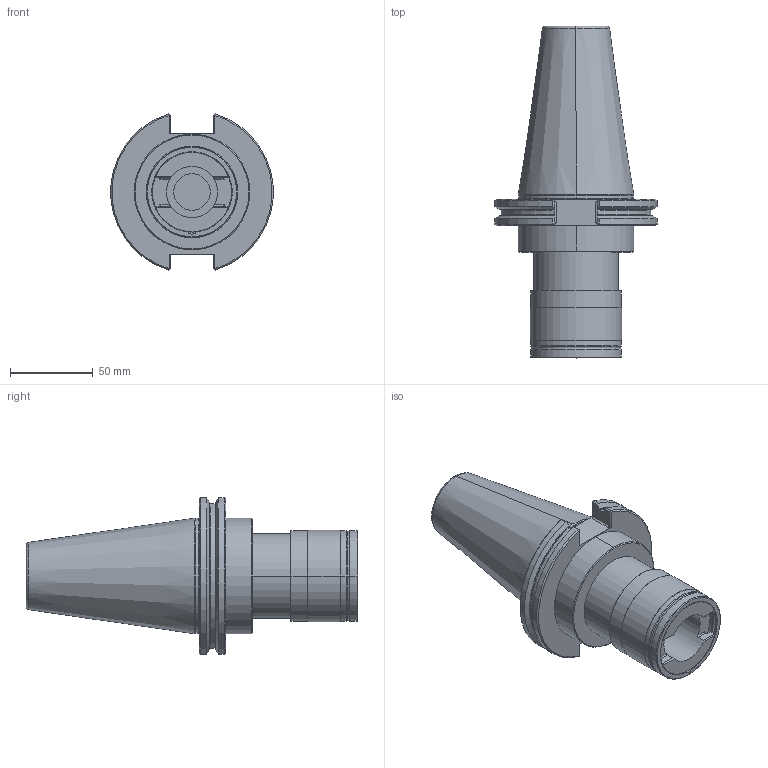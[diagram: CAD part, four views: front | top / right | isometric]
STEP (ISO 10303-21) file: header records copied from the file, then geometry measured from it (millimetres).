
FILE_DESCRIPTION((''),'2;1');
FILE_NAME('32600-50CAT','2021-06-22T16:16:56',('046'),(''),'CREO PARAMETRIC BY PTC INC, 2019352','CREO PARAMETRIC BY PTC INC, 2019352','');
FILE_SCHEMA(('CONFIG_CONTROL_DESIGN'));
Length unit declared in the file: millimetre
Products named in the file (1): 32600-50CAT
Bounding box: 98.06 x 200.6 x 94.4 mm (x, y, z)
Volume: 516177.7 mm3; surface area: 60544.6 mm2
Topology: 1 solids, 1 shells, 146 faces, 396 edges, 242 vertices
Faces by surface type: cylinder 51, plane 49, cone 33, torus 13
Entity records: 4848 total; most frequent: CARTESIAN_POINT 1164, ORIENTED_EDGE 784, DIRECTION 758, EDGE_CURVE 392, AXIS2_PLACEMENT_3D 292, VERTEX_POINT 242, VECTOR 174, LINE 174
